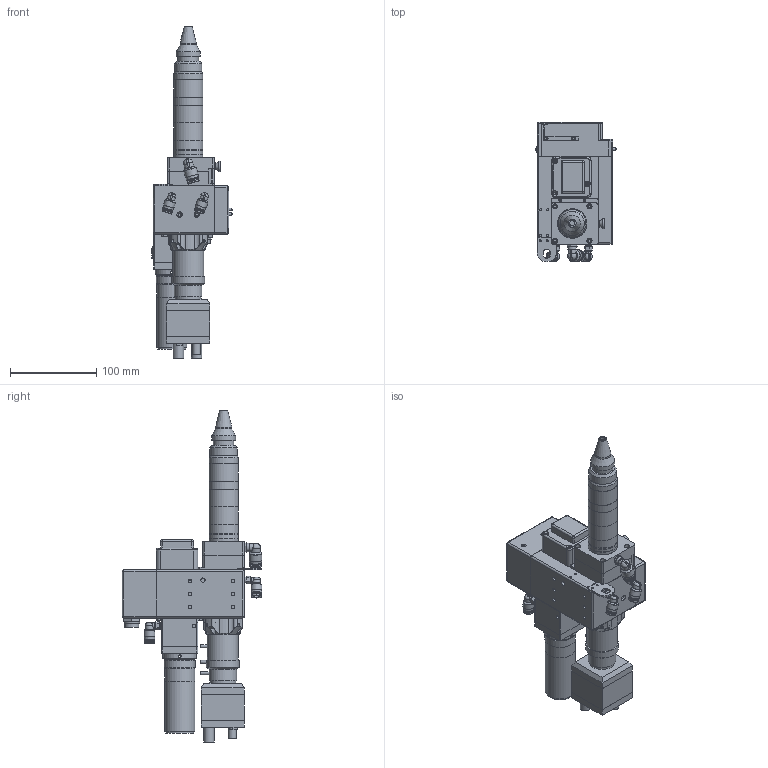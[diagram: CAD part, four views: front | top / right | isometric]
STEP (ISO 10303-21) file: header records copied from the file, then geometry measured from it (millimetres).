
FILE_DESCRIPTION (( 'STEP AP203' ), '1' );
FILE_NAME ('WOB3000S-.STEP', '2024-05-20T07:03:29', ( 'Windows 蚚誧' ), ( '' ), 'SwSTEP 2.0', 'SolidWorks 2022', '' );
FILE_SCHEMA (( 'CONFIG_CONTROL_DESIGN' ));
Length unit declared in the file: millimetre
Products named in the file (1): WOB3000S-
Bounding box: 93.31 x 162.5 x 385.59 mm (x, y, z)
Surface area: 165224.9 mm2 (no closed solid volume)
Topology: 0 solids, 61 shells, 660 faces, 1975 edges, 1365 vertices
Faces by surface type: cylinder 264, plane 261, cone 87, torus 35, sphere 13
Full cylindrical faces by diameter (mm): 1.456 x1, 1.6 x4, 2.5 x8, 2.9 x9, 3.007 x2, 3.3 x7, 3.4 x12, 3.5 x3, 4 x5, 4.2 x4, 4.227 x1, 5 x1, 5.5 x4, 6 x13, 6.4 x2, 6.562 x1, 6.8 x4, 7.7 x8, 8 x6, 9.5 x1, 9.8 x1, 9.9 x1, 11.6 x8, 11.7 x4, 12 x4, 12.5 x4, 13.8 x1, 14 x2, 15 x1, 16 x2
Entity records: 23122 total; most frequent: CARTESIAN_POINT 6562, DIRECTION 3506, ORIENTED_EDGE 2668, EDGE_CURVE 1680, AXIS2_PLACEMENT_3D 1393, VERTEX_POINT 1312, EDGE_LOOP 1074, FACE_OUTER_BOUND 825
